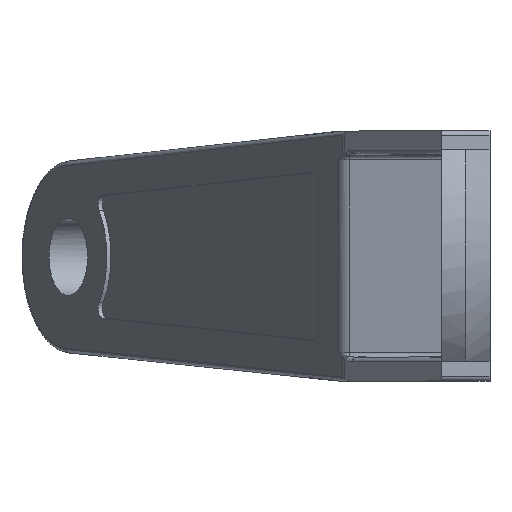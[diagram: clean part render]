
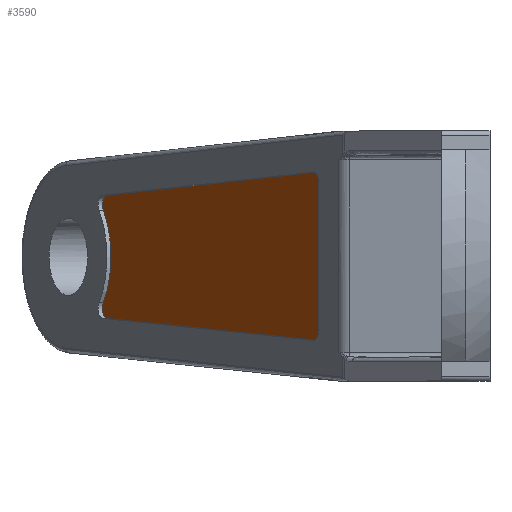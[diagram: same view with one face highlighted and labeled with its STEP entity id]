
A CAD part, top view. The second image highlights one B-rep face of the part: STEP entity #3590.
In plain terms, the highlighted free-form (B-spline) face has degree [1, 1] with [2, 2] control points.
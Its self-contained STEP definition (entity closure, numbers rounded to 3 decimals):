
#3479=CARTESIAN_POINT('',(-16.253,9.621,-38.367));
#3480=CARTESIAN_POINT('',(-16.253,-9.621,-38.367));
#3481=CARTESIAN_POINT('',(-41.439,9.621,-81.989));
#3482=CARTESIAN_POINT('',(-41.439,-9.621,-81.989));
#3483=B_SPLINE_SURFACE_WITH_KNOTS('',1,1,((#3479,#3481),(#3480,#3482)),.UNSPECIFIED.,.F.,.F.,.U.,(2,2),(2,2),(0.0,19.241),(0.0,50.371),.UNSPECIFIED.);
#3484=CARTESIAN_POINT('',(-17.397,-7.747,-40.348));
#3485=VERTEX_POINT('',#3484);
#3486=CARTESIAN_POINT('',(-17.397,7.747,-40.348));
#3487=VERTEX_POINT('',#3486);
#3488=CARTESIAN_POINT('',(-17.397,-7.747,-40.348));
#3489=CARTESIAN_POINT('',(-17.397,7.747,-40.348));
#3490=QUASI_UNIFORM_CURVE('',1,(#3488,#3489),.UNSPECIFIED.,.F.,.U.);
#3491=EDGE_CURVE('',#3485,#3487,#3490,.T.);
#3492=ORIENTED_EDGE('',*,*,#3491,.T.);
#3493=CARTESIAN_POINT('',(-17.924,8.745,-41.261));
#3494=VERTEX_POINT('',#3493);
#3495=CARTESIAN_POINT('',(-17.397,7.747,-40.348));
#3496=CARTESIAN_POINT('',(-17.397,8.177,-40.348));
#3497=CARTESIAN_POINT('',(-17.553,8.473,-40.618));
#3498=CARTESIAN_POINT('',(-17.709,8.769,-40.889));
#3499=CARTESIAN_POINT('',(-17.924,8.745,-41.261));
#3507=(BOUNDED_CURVE()B_SPLINE_CURVE(2,(#3495,#3496,#3497,#3498,#3499),.UNSPECIFIED.,.F.,.U.)B_SPLINE_CURVE_WITH_KNOTS((3,2,3),(0.0,0.5,1.0),.UNSPECIFIED.)CURVE()GEOMETRIC_REPRESENTATION_ITEM()RATIONAL_B_SPLINE_CURVE((1.0,0.919,1.0,0.919,1.0))REPRESENTATION_ITEM(''));
#3508=EDGE_CURVE('',#3487,#3494,#3507,.T.);
#3509=ORIENTED_EDGE('',*,*,#3508,.T.);
#3510=CARTESIAN_POINT('',(-39.822,6.393,-79.189));
#3511=VERTEX_POINT('',#3510);
#3512=CARTESIAN_POINT('',(-17.924,8.745,-41.261));
#3513=CARTESIAN_POINT('',(-39.822,6.393,-79.189));
#3514=QUASI_UNIFORM_CURVE('',1,(#3512,#3513),.UNSPECIFIED.,.F.,.U.);
#3515=EDGE_CURVE('',#3494,#3511,#3514,.T.);
#3516=ORIENTED_EDGE('',*,*,#3515,.T.);
#3517=CARTESIAN_POINT('',(-40.195,4.795,-79.836));
#3518=VERTEX_POINT('',#3517);
#3519=CARTESIAN_POINT('',(-39.822,6.393,-79.189));
#3520=CARTESIAN_POINT('',(-40.121,6.361,-79.707));
#3521=CARTESIAN_POINT('',(-40.248,5.818,-79.927));
#3522=CARTESIAN_POINT('',(-40.375,5.275,-80.147));
#3523=CARTESIAN_POINT('',(-40.195,4.795,-79.836));
#3531=(BOUNDED_CURVE()B_SPLINE_CURVE(2,(#3519,#3520,#3521,#3522,#3523),.UNSPECIFIED.,.F.,.U.)B_SPLINE_CURVE_WITH_KNOTS((3,2,3),(0.0,0.5,1.0),.UNSPECIFIED.)CURVE()GEOMETRIC_REPRESENTATION_ITEM()RATIONAL_B_SPLINE_CURVE((1.0,0.858,1.0,0.858,1.0))REPRESENTATION_ITEM(''));
#3532=EDGE_CURVE('',#3511,#3518,#3531,.T.);
#3533=ORIENTED_EDGE('',*,*,#3532,.T.);
#3534=CARTESIAN_POINT('',(-40.195,-4.795,-79.836));
#3535=VERTEX_POINT('',#3534);
#3536=CARTESIAN_POINT('',(-40.195,-4.795,-79.836));
#3537=CARTESIAN_POINT('',(-38.4,0.,-76.726));
#3538=CARTESIAN_POINT('',(-40.195,4.795,-79.836));
#3546=(BOUNDED_CURVE()B_SPLINE_CURVE(2,(#3536,#3537,#3538),.UNSPECIFIED.,.F.,.U.)CURVE()GEOMETRIC_REPRESENTATION_ITEM()QUASI_UNIFORM_CURVE()RATIONAL_B_SPLINE_CURVE((1.0,0.8,1.0))REPRESENTATION_ITEM(''));
#3547=EDGE_CURVE('',#3535,#3518,#3546,.T.);
#3548=ORIENTED_EDGE('',*,*,#3547,.F.);
#3549=CARTESIAN_POINT('',(-39.822,-6.393,-79.189));
#3550=VERTEX_POINT('',#3549);
#3551=CARTESIAN_POINT('',(-40.195,-4.795,-79.836));
#3552=CARTESIAN_POINT('',(-40.375,-5.275,-80.147));
#3553=CARTESIAN_POINT('',(-40.248,-5.818,-79.927));
#3554=CARTESIAN_POINT('',(-40.121,-6.361,-79.707));
#3555=CARTESIAN_POINT('',(-39.822,-6.393,-79.189));
#3563=(BOUNDED_CURVE()B_SPLINE_CURVE(2,(#3551,#3552,#3553,#3554,#3555),.UNSPECIFIED.,.F.,.U.)B_SPLINE_CURVE_WITH_KNOTS((3,2,3),(0.0,0.5,1.0),.UNSPECIFIED.)CURVE()GEOMETRIC_REPRESENTATION_ITEM()RATIONAL_B_SPLINE_CURVE((1.0,0.858,1.0,0.858,1.0))REPRESENTATION_ITEM(''));
#3564=EDGE_CURVE('',#3535,#3550,#3563,.T.);
#3565=ORIENTED_EDGE('',*,*,#3564,.T.);
#3566=CARTESIAN_POINT('',(-17.924,-8.745,-41.261));
#3567=VERTEX_POINT('',#3566);
#3568=CARTESIAN_POINT('',(-39.822,-6.393,-79.189));
#3569=CARTESIAN_POINT('',(-17.924,-8.745,-41.261));
#3570=QUASI_UNIFORM_CURVE('',1,(#3568,#3569),.UNSPECIFIED.,.F.,.U.);
#3571=EDGE_CURVE('',#3550,#3567,#3570,.T.);
#3572=ORIENTED_EDGE('',*,*,#3571,.T.);
#3573=CARTESIAN_POINT('',(-17.924,-8.745,-41.261));
#3574=CARTESIAN_POINT('',(-17.709,-8.769,-40.889));
#3575=CARTESIAN_POINT('',(-17.553,-8.473,-40.618));
#3576=CARTESIAN_POINT('',(-17.397,-8.177,-40.348));
#3577=CARTESIAN_POINT('',(-17.397,-7.747,-40.348));
#3585=(BOUNDED_CURVE()B_SPLINE_CURVE(2,(#3573,#3574,#3575,#3576,#3577),.UNSPECIFIED.,.F.,.U.)B_SPLINE_CURVE_WITH_KNOTS((3,2,3),(0.0,0.5,1.0),.UNSPECIFIED.)CURVE()GEOMETRIC_REPRESENTATION_ITEM()RATIONAL_B_SPLINE_CURVE((1.0,0.919,1.0,0.919,1.0))REPRESENTATION_ITEM(''));
#3586=EDGE_CURVE('',#3567,#3485,#3585,.T.);
#3587=ORIENTED_EDGE('',*,*,#3586,.T.);
#3588=EDGE_LOOP('',(#3492,#3509,#3516,#3533,#3548,#3565,#3572,#3587));
#3589=FACE_OUTER_BOUND('',#3588,.T.);
#3590=ADVANCED_FACE('',(#3589),#3483,.F.);
